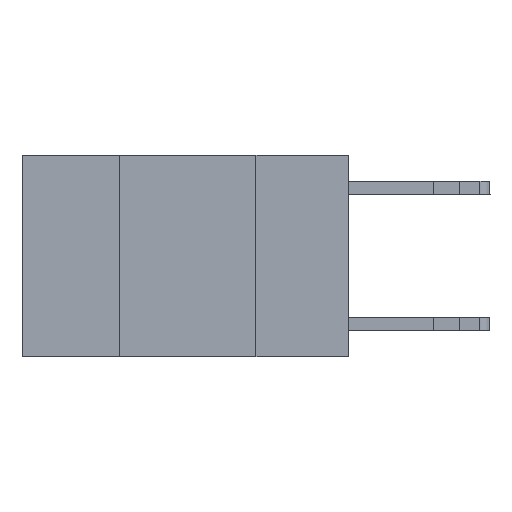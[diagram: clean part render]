
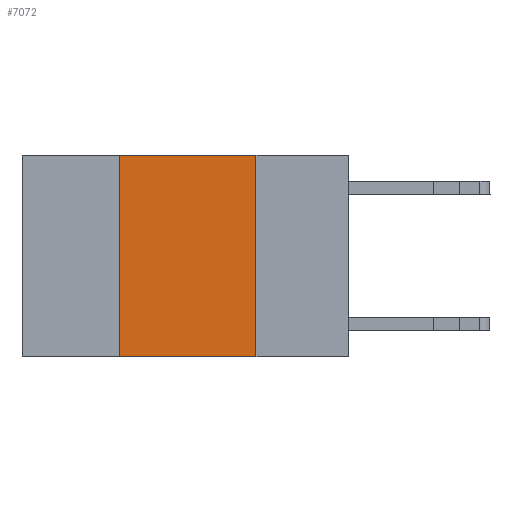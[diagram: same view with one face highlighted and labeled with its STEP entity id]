
A CAD part, left-side view. The second image highlights one B-rep face of the part: STEP entity #7072.
In plain terms, the highlighted planar face has unit normal (-1, 0, 0).
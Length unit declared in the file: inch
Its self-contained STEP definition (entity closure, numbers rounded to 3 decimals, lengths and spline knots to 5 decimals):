
#77 = VERTEX_POINT ( 'NONE', #3024 ) ;
#2335 = CARTESIAN_POINT ( 'NONE',  ( 0., 0.6, 0. ) ) ;
#2893 = AXIS2_PLACEMENT_3D ( 'NONE', #2335, #7400, #8723 ) ;
#2942 = VECTOR ( 'NONE', #8553, 39.37008 ) ;
#2960 = DIRECTION ( 'NONE',  ( 0., -1., 0. ) ) ;
#3024 = CARTESIAN_POINT ( 'NONE',  ( 0., 0.17, 0. ) ) ;
#3535 = VERTEX_POINT ( 'NONE', #10882 ) ;
#4023 = CARTESIAN_POINT ( 'NONE',  ( 0., 0.42, 0. ) ) ;
#4109 = EDGE_CURVE ( 'NONE', #6656, #9246, #12059, .T. ) ;
#4644 = EDGE_CURVE ( 'NONE', #3535, #77, #16038, .T. ) ;
#4785 = DIRECTION ( 'NONE',  ( 0., -1., 0. ) ) ;
#5465 = CARTESIAN_POINT ( 'NONE',  ( 0., 0.6, -0.37 ) ) ;
#5511 = DIRECTION ( 'NONE',  ( 0., 0., 1. ) ) ;
#5808 = ORIENTED_EDGE ( 'NONE', *, *, #4109, .T. ) ;
#5995 = ORIENTED_EDGE ( 'NONE', *, *, #15938, .F. ) ;
#6489 = ORIENTED_EDGE ( 'NONE', *, *, #4644, .F. ) ;
#6656 = VERTEX_POINT ( 'NONE', #10111 ) ;
#7017 = CARTESIAN_POINT ( 'NONE',  ( 0., 0.6, 0. ) ) ;
#7072 = ADVANCED_FACE ( 'NONE', ( #8639 ), #13625, .F. ) ;
#7117 = VECTOR ( 'NONE', #2960, 39.37008 ) ;
#7400 = DIRECTION ( 'NONE',  ( 1., 0., 0. ) ) ;
#7621 = VECTOR ( 'NONE', #5511, 39.37008 ) ;
#8553 = DIRECTION ( 'NONE',  ( 0., 0., -1. ) ) ;
#8639 = FACE_OUTER_BOUND ( 'NONE', #16206, .T. ) ;
#8723 = DIRECTION ( 'NONE',  ( 0., 0., -1. ) ) ;
#8900 = EDGE_CURVE ( 'NONE', #77, #9246, #12318, .T. ) ;
#9246 = VERTEX_POINT ( 'NONE', #11794 ) ;
#10111 = CARTESIAN_POINT ( 'NONE',  ( 0., 0.42, -0.37 ) ) ;
#10809 = ORIENTED_EDGE ( 'NONE', *, *, #8900, .F. ) ;
#10882 = CARTESIAN_POINT ( 'NONE',  ( 0., 0.42, 0. ) ) ;
#11794 = CARTESIAN_POINT ( 'NONE',  ( 0., 0.17, -0.37 ) ) ;
#12059 = LINE ( 'NONE', #5465, #7117 ) ;
#12318 = LINE ( 'NONE', #13295, #2942 ) ;
#13161 = VECTOR ( 'NONE', #4785, 39.37008 ) ;
#13295 = CARTESIAN_POINT ( 'NONE',  ( 0., 0.17, 0. ) ) ;
#13625 = PLANE ( 'NONE',  #2893 ) ;
#15283 = LINE ( 'NONE', #4023, #7621 ) ;
#15938 = EDGE_CURVE ( 'NONE', #6656, #3535, #15283, .T. ) ;
#16038 = LINE ( 'NONE', #7017, #13161 ) ;
#16206 = EDGE_LOOP ( 'NONE', ( #10809, #6489, #5995, #5808 ) ) ;
